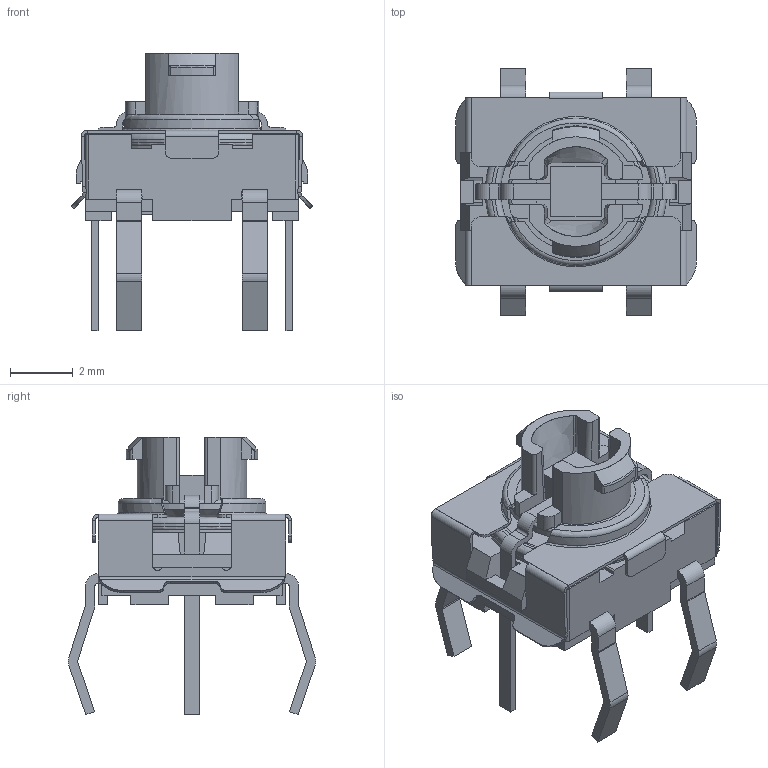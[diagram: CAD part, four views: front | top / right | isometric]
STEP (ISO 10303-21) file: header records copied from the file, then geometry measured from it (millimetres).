
FILE_DESCRIPTION(/* description */ ('TL6215VF200BNN'),/* implementation_level */ '2;1');
FILE_NAME(/* name */ 'TL6215VFxxxxNN.stp',/* time_stamp */ '2025-06-04T12:50:49-05:00',/* author */ ('mroman'),/* organization */ (''),/* preprocessor_version */ 'ST-DEVELOPER v18.1',/* originating_system */ 'Autodesk Inventor 2022',/* authorisation */ '');
FILE_SCHEMA (('AUTOMOTIVE_DESIGN { 1 0 10303 214 3 1 1 }'));
Length unit declared in the file: millimetre
Products named in the file (1): 000006578
Bounding box: 7.69 x 7.9 x 8.85 mm (x, y, z)
Surface area: 598 mm2 (no closed solid volume)
Topology: 0 solids, 761 shells, 761 faces, 3914 edges, 3914 vertices
Faces by surface type: plane 515, cylinder 157, bspline 55, torus 29, cone 5
Entity records: 45937 total; most frequent: CARTESIAN_POINT 14523, DIRECTION 5916, VERTEX_POINT 3914, EDGE_CURVE 3914, ORIENTED_EDGE 3914, LINE 2918, VECTOR 2918, AXIS2_PLACEMENT_3D 1499
